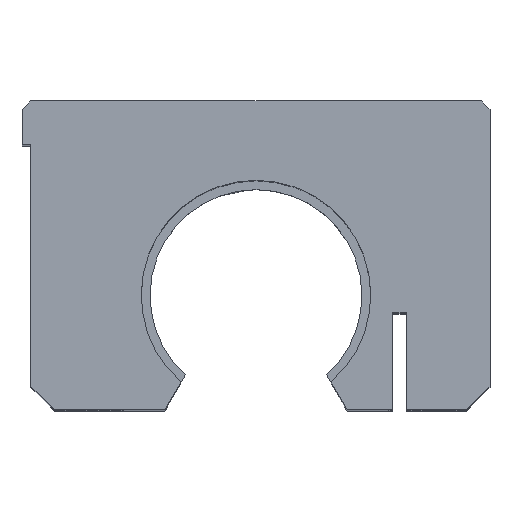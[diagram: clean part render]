
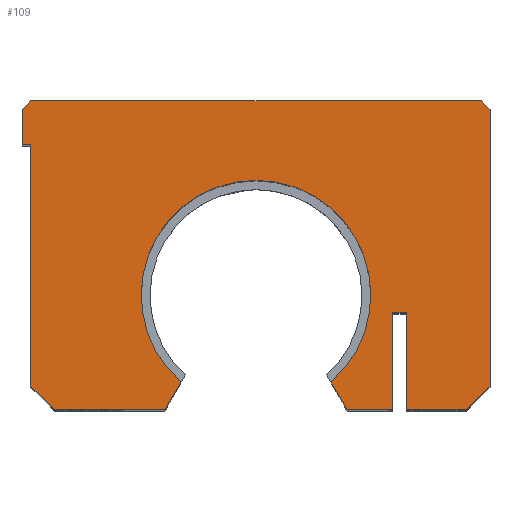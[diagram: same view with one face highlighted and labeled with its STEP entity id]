
A CAD part, top view. The second image highlights one B-rep face of the part: STEP entity #109.
In plain terms, the highlighted planar face has unit normal (0, 0, 1).
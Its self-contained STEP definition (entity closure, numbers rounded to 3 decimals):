
#109 = ADVANCED_FACE( '', ( #288 ), #289, .T. );
#288 = FACE_OUTER_BOUND( '', #574, .T. );
#289 = PLANE( '', #575 );
#574 = EDGE_LOOP( '', ( #865, #866, #867, #868, #869, #870, #871, #872, #873, #874, #875, #876, #877, #878, #879, #880, #881, #882 ) );
#575 = AXIS2_PLACEMENT_3D( '', #883, #884, #885 );
#865 = ORIENTED_EDGE( '', *, *, #1574, .T. );
#866 = ORIENTED_EDGE( '', *, *, #1575, .F. );
#867 = ORIENTED_EDGE( '', *, *, #1576, .T. );
#868 = ORIENTED_EDGE( '', *, *, #1577, .T. );
#869 = ORIENTED_EDGE( '', *, *, #1578, .T. );
#870 = ORIENTED_EDGE( '', *, *, #1579, .F. );
#871 = ORIENTED_EDGE( '', *, *, #1580, .T. );
#872 = ORIENTED_EDGE( '', *, *, #1581, .T. );
#873 = ORIENTED_EDGE( '', *, *, #1582, .T. );
#874 = ORIENTED_EDGE( '', *, *, #1583, .T. );
#875 = ORIENTED_EDGE( '', *, *, #1584, .T. );
#876 = ORIENTED_EDGE( '', *, *, #1585, .T. );
#877 = ORIENTED_EDGE( '', *, *, #1586, .T. );
#878 = ORIENTED_EDGE( '', *, *, #1587, .T. );
#879 = ORIENTED_EDGE( '', *, *, #1588, .T. );
#880 = ORIENTED_EDGE( '', *, *, #1589, .T. );
#881 = ORIENTED_EDGE( '', *, *, #1590, .T. );
#882 = ORIENTED_EDGE( '', *, *, #1591, .F. );
#883 = CARTESIAN_POINT( '', ( 0., 0., 84. ) );
#884 = DIRECTION( '', ( 0., 0., 1. ) );
#885 = DIRECTION( '', ( 1., 0., 0. ) );
#1574 = EDGE_CURVE( '', #1863, #1864, #1865, .T. );
#1575 = EDGE_CURVE( '', #1866, #1864, #1867, .T. );
#1576 = EDGE_CURVE( '', #1866, #1868, #1869, .T. );
#1577 = EDGE_CURVE( '', #1868, #1870, #1871, .T. );
#1578 = EDGE_CURVE( '', #1870, #1872, #1873, .T. );
#1579 = EDGE_CURVE( '', #1874, #1872, #1875, .T. );
#1580 = EDGE_CURVE( '', #1874, #1876, #1877, .T. );
#1581 = EDGE_CURVE( '', #1876, #1878, #1879, .T. );
#1582 = EDGE_CURVE( '', #1878, #1880, #1881, .T. );
#1583 = EDGE_CURVE( '', #1880, #1882, #1883, .T. );
#1584 = EDGE_CURVE( '', #1882, #1884, #1885, .T. );
#1585 = EDGE_CURVE( '', #1884, #1886, #1887, .T. );
#1586 = EDGE_CURVE( '', #1886, #1888, #1889, .T. );
#1587 = EDGE_CURVE( '', #1888, #1890, #1891, .T. );
#1588 = EDGE_CURVE( '', #1890, #1892, #1893, .T. );
#1589 = EDGE_CURVE( '', #1892, #1894, #1895, .T. );
#1590 = EDGE_CURVE( '', #1894, #1896, #1897, .T. );
#1591 = EDGE_CURVE( '', #1863, #1896, #1898, .T. );
#1863 = VERTEX_POINT( '', #2306 );
#1864 = VERTEX_POINT( '', #2307 );
#1865 = CIRCLE( '', #2308, 13. );
#1866 = VERTEX_POINT( '', #2309 );
#1867 = LINE( '', #2310, #2311 );
#1868 = VERTEX_POINT( '', #2312 );
#1869 = LINE( '', #2313, #2314 );
#1870 = VERTEX_POINT( '', #2315 );
#1871 = LINE( '', #2316, #2317 );
#1872 = VERTEX_POINT( '', #2318 );
#1873 = LINE( '', #2319, #2320 );
#1874 = VERTEX_POINT( '', #2321 );
#1875 = LINE( '', #2322, #2323 );
#1876 = VERTEX_POINT( '', #2324 );
#1877 = LINE( '', #2325, #2326 );
#1878 = VERTEX_POINT( '', #2327 );
#1879 = LINE( '', #2328, #2329 );
#1880 = VERTEX_POINT( '', #2330 );
#1881 = LINE( '', #2331, #2332 );
#1882 = VERTEX_POINT( '', #2333 );
#1883 = LINE( '', #2334, #2335 );
#1884 = VERTEX_POINT( '', #2336 );
#1885 = LINE( '', #2337, #2338 );
#1886 = VERTEX_POINT( '', #2339 );
#1887 = LINE( '', #2340, #2341 );
#1888 = VERTEX_POINT( '', #2342 );
#1889 = LINE( '', #2343, #2344 );
#1890 = VERTEX_POINT( '', #2345 );
#1891 = LINE( '', #2346, #2347 );
#1892 = VERTEX_POINT( '', #2348 );
#1893 = LINE( '', #2349, #2350 );
#1894 = VERTEX_POINT( '', #2351 );
#1895 = LINE( '', #2352, #2353 );
#1896 = VERTEX_POINT( '', #2354 );
#1897 = LINE( '', #2355, #2356 );
#1898 = LINE( '', #2357, #2358 );
#2306 = CARTESIAN_POINT( '', ( -8.5, 3.164, 84. ) );
#2307 = CARTESIAN_POINT( '', ( 8.5, 3.164, 84. ) );
#2308 = AXIS2_PLACEMENT_3D( '', #3041, #3042, #3043 );
#2309 = CARTESIAN_POINT( '', ( 10.327, 0., 84. ) );
#2310 = CARTESIAN_POINT( '', ( 10.904, -1., 84. ) );
#2311 = VECTOR( '', #3044, 1000. );
#2312 = CARTESIAN_POINT( '', ( 15.5, 0., 84. ) );
#2313 = CARTESIAN_POINT( '', ( -22.8, 0., 84. ) );
#2314 = VECTOR( '', #3045, 1000. );
#2315 = CARTESIAN_POINT( '', ( 15.5, 11., 84. ) );
#2316 = CARTESIAN_POINT( '', ( 15.5, 0., 84. ) );
#2317 = VECTOR( '', #3046, 1000. );
#2318 = CARTESIAN_POINT( '', ( 17., 11., 84. ) );
#2319 = CARTESIAN_POINT( '', ( 0., 11., 84. ) );
#2320 = VECTOR( '', #3047, 1000. );
#2321 = CARTESIAN_POINT( '', ( 17., 0., 84. ) );
#2322 = CARTESIAN_POINT( '', ( 17., 0., 84. ) );
#2323 = VECTOR( '', #3048, 1000. );
#2324 = CARTESIAN_POINT( '', ( 23.8, 0., 84. ) );
#2325 = CARTESIAN_POINT( '', ( -22.8, 0., 84. ) );
#2326 = VECTOR( '', #3049, 1000. );
#2327 = CARTESIAN_POINT( '', ( 26.5, 2.7, 84. ) );
#2328 = CARTESIAN_POINT( '', ( 23.8, 0., 84. ) );
#2329 = VECTOR( '', #3050, 1000. );
#2330 = CARTESIAN_POINT( '', ( 26.5, 34., 84. ) );
#2331 = CARTESIAN_POINT( '', ( 26.5, 2.7, 84. ) );
#2332 = VECTOR( '', #3051, 1000. );
#2333 = CARTESIAN_POINT( '', ( 25.5, 35., 84. ) );
#2334 = CARTESIAN_POINT( '', ( 26.5, 34., 84. ) );
#2335 = VECTOR( '', #3052, 1000. );
#2336 = CARTESIAN_POINT( '', ( -25.5, 35., 84. ) );
#2337 = CARTESIAN_POINT( '', ( 25.5, 35., 84. ) );
#2338 = VECTOR( '', #3053, 1000. );
#2339 = CARTESIAN_POINT( '', ( -26.5, 34., 84. ) );
#2340 = CARTESIAN_POINT( '', ( -25.5, 35., 84. ) );
#2341 = VECTOR( '', #3054, 1000. );
#2342 = CARTESIAN_POINT( '', ( -26.5, 30., 84. ) );
#2343 = CARTESIAN_POINT( '', ( -26.5, 34., 84. ) );
#2344 = VECTOR( '', #3055, 1000. );
#2345 = CARTESIAN_POINT( '', ( -25.5, 30., 84. ) );
#2346 = CARTESIAN_POINT( '', ( -26.5, 30., 84. ) );
#2347 = VECTOR( '', #3056, 1000. );
#2348 = CARTESIAN_POINT( '', ( -25.5, 2.7, 84. ) );
#2349 = CARTESIAN_POINT( '', ( -25.5, 30., 84. ) );
#2350 = VECTOR( '', #3057, 1000. );
#2351 = CARTESIAN_POINT( '', ( -22.8, 0., 84. ) );
#2352 = CARTESIAN_POINT( '', ( -25.5, 2.7, 84. ) );
#2353 = VECTOR( '', #3058, 1000. );
#2354 = CARTESIAN_POINT( '', ( -10.327, 0., 84. ) );
#2355 = CARTESIAN_POINT( '', ( -22.8, 0., 84. ) );
#2356 = VECTOR( '', #3059, 1000. );
#2357 = CARTESIAN_POINT( '', ( 0., 17.886, 84. ) );
#2358 = VECTOR( '', #3060, 1000. );
#3041 = CARTESIAN_POINT( '', ( 0., 13., 84. ) );
#3042 = DIRECTION( '', ( 0., 0., -1. ) );
#3043 = DIRECTION( '', ( -1., 0., 0. ) );
#3044 = DIRECTION( '', ( -0.5, 0.866, 0. ) );
#3045 = DIRECTION( '', ( 1., 0., 0. ) );
#3046 = DIRECTION( '', ( 0., 1., 0. ) );
#3047 = DIRECTION( '', ( 1., 0., 0. ) );
#3048 = DIRECTION( '', ( 0., 1., 0. ) );
#3049 = DIRECTION( '', ( 1., 0., 0. ) );
#3050 = DIRECTION( '', ( 0.707, 0.707, 0. ) );
#3051 = DIRECTION( '', ( 0., 1., 0. ) );
#3052 = DIRECTION( '', ( -0.707, 0.707, 0. ) );
#3053 = DIRECTION( '', ( -1., 0., 0. ) );
#3054 = DIRECTION( '', ( -0.707, -0.707, 0. ) );
#3055 = DIRECTION( '', ( 0., -1., 0. ) );
#3056 = DIRECTION( '', ( 1., 0., 0. ) );
#3057 = DIRECTION( '', ( 0., -1., 0. ) );
#3058 = DIRECTION( '', ( 0.707, -0.707, 0. ) );
#3059 = DIRECTION( '', ( 1., 0., 0. ) );
#3060 = DIRECTION( '', ( -0.5, -0.866, 0. ) );
